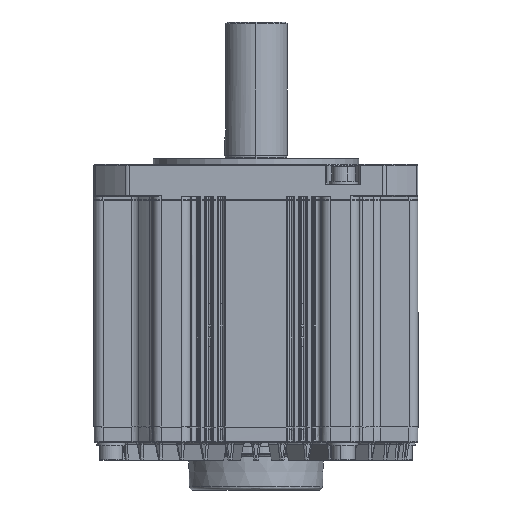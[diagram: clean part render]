
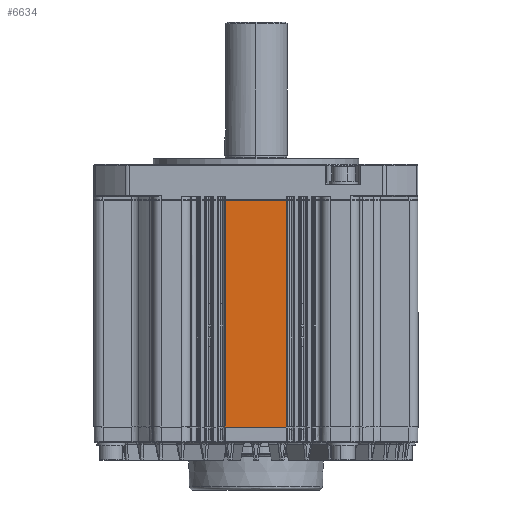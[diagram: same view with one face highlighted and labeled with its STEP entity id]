
A CAD part, front view. The second image highlights one B-rep face of the part: STEP entity #6634.
In plain terms, the highlighted planar face has unit normal (0, -1, 0).
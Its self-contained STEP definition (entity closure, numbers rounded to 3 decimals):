
#6567=CARTESIAN_POINT('',(17.042,-90.,57.5));
#6568=VERTEX_POINT('',#6567);
#6576=CARTESIAN_POINT('',(17.042,-90.,-68.5));
#6577=VERTEX_POINT('',#6576);
#6578=CARTESIAN_POINT('',(17.042,-90.,57.5));
#6579=DIRECTION('',(0.,0.,-1.));
#6580=VECTOR('',#6579,126.);
#6581=LINE('',#6578,#6580);
#6582=EDGE_CURVE('',#6568,#6577,#6581,.T.);
#6604=CARTESIAN_POINT('',(-4.95,-90.,7.45));
#6605=DIRECTION('',(1.,0.,0.));
#6606=DIRECTION('',(0.,-1.,0.));
#6607=AXIS2_PLACEMENT_3D('',#6604,#6606,#6605);
#6608=PLANE('',#6607);
#6609=CARTESIAN_POINT('',(-17.044,-89.996,-68.5));
#6610=VERTEX_POINT('',#6609);
#6611=CARTESIAN_POINT('',(17.042,-90.,-68.5));
#6612=DIRECTION('',(-1.,0.,0.));
#6613=VECTOR('',#6612,34.084);
#6614=LINE('',#6611,#6613);
#6615=EDGE_CURVE('',#6577,#6610,#6614,.T.);
#6616=ORIENTED_EDGE('',*,*,#6615,.F.);
#6617=ORIENTED_EDGE('',*,*,#6582,.F.);
#6618=CARTESIAN_POINT('',(-17.042,-90.,57.5));
#6619=VERTEX_POINT('',#6618);
#6620=CARTESIAN_POINT('',(-17.042,-90.,57.5));
#6621=DIRECTION('',(1.,0.,0.));
#6622=VECTOR('',#6621,34.084);
#6623=LINE('',#6620,#6622);
#6624=EDGE_CURVE('',#6619,#6568,#6623,.T.);
#6625=ORIENTED_EDGE('',*,*,#6624,.F.);
#6626=CARTESIAN_POINT('',(-17.042,-90.,57.5));
#6627=DIRECTION('',(0.,0.,-1.));
#6628=VECTOR('',#6627,126.);
#6629=LINE('',#6626,#6628);
#6630=EDGE_CURVE('',#6619,#6610,#6629,.T.);
#6631=ORIENTED_EDGE('',*,*,#6630,.T.);
#6632=EDGE_LOOP('',(#6616,#6617,#6625,#6631));
#6633=FACE_OUTER_BOUND('',#6632,.T.);
#6634=ADVANCED_FACE('',(#6633),#6608,.T.);
